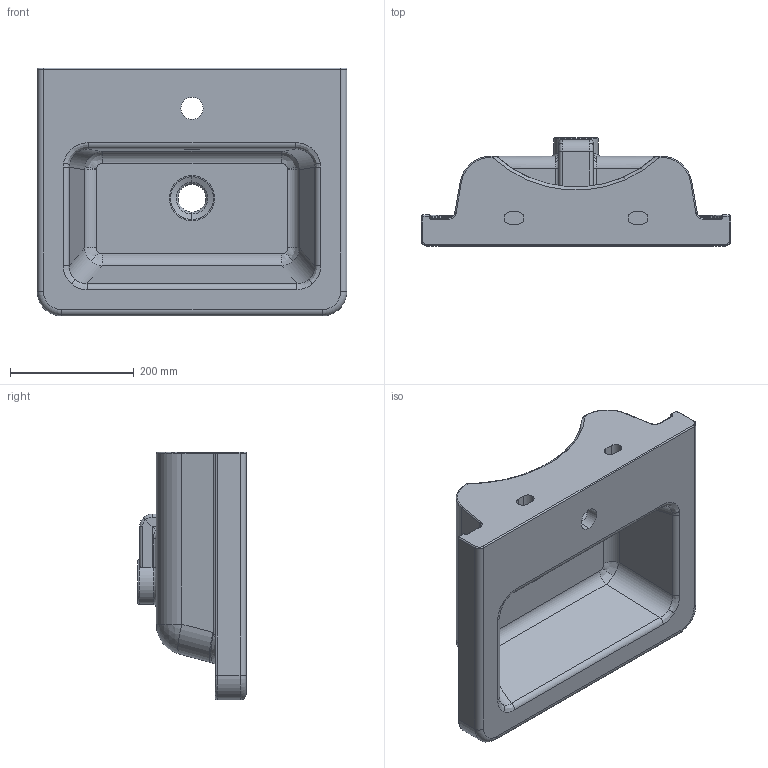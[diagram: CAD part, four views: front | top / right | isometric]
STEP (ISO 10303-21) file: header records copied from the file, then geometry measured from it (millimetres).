
FILE_DESCRIPTION (( 'STEP AP214' ), '1' );
FILE_NAME ('70000_STEP_V10421.STEP', '2021-04-09T13:30:06', ( '' ), ( '' ), 'SwSTEP 2.0', 'SolidWorks 2019', '' );
FILE_SCHEMA (( 'AUTOMOTIVE_DESIGN' ));
Length unit declared in the file: millimetre
Products named in the file (1): 70000_STEP_V10421
Bounding box: 500 x 175 x 400 mm (x, y, z)
Volume: 9261672.1 mm3; surface area: 784928.1 mm2
Topology: 1 solids, 1 shells, 255 faces, 616 edges, 346 vertices
Faces by surface type: cylinder 107, plane 52, torus 47, bspline 34, sphere 13, cone 2
Entity records: 9212 total; most frequent: CARTESIAN_POINT 3522, DIRECTION 1230, ORIENTED_EDGE 1192, EDGE_CURVE 596, AXIS2_PLACEMENT_3D 498, VERTEX_POINT 346, CIRCLE 276, EDGE_LOOP 268
